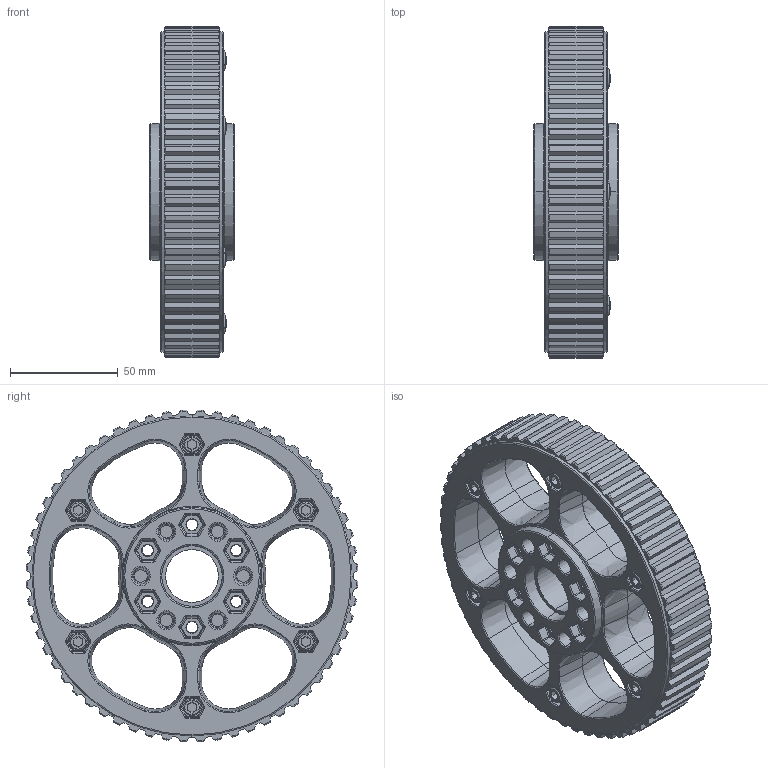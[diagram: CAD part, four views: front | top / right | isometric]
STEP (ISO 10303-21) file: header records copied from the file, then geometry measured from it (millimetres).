
FILE_DESCRIPTION (( 'STEP AP214' ), '1' );
FILE_NAME ('am-3316 6 inch Plaction Wheel with Roughtop.STEP', '2018-01-15T18:22:46', ( '' ), ( '' ), 'SwSTEP 2.0', 'SolidWorks 2017', '' );
FILE_SCHEMA (( 'AUTOMOTIVE_DESIGN' ));
Length unit declared in the file: inch
Products named in the file (5): am-3316 6 inch Plaction Wheel with Roughtop; 10-32 Nylock Nut; SHCS 10-32 x 1; 6 Rough Tread; 6 Plaction Half V2
Assembly tree (15 placements, depth 2):
  am-3316 6 inch Plaction Wheel with Roughtop
    6 Plaction Half V2  x2
    6 Rough Tread
    SHCS 10-32 x 1  x6
    10-32 Nylock Nut  x6
Bounding box: 39.12 x 154.34 x 154.34 mm (x, y, z)
Volume: 304008.4 mm3; surface area: 127197.4 mm2
Topology: 15 solids, 15 shells, 2020 faces, 4714 edges, 2790 vertices
Faces by surface type: cylinder 614, plane 552, cone 294, bspline 264, torus 152, sphere 144
Entity records: 35875 total; most frequent: CARTESIAN_POINT 10771, ORIENTED_EDGE 5352, DIRECTION 5127, EDGE_CURVE 2676, AXIS2_PLACEMENT_3D 1957, VERTEX_POINT 1625, VECTOR 1213, LINE 1213
